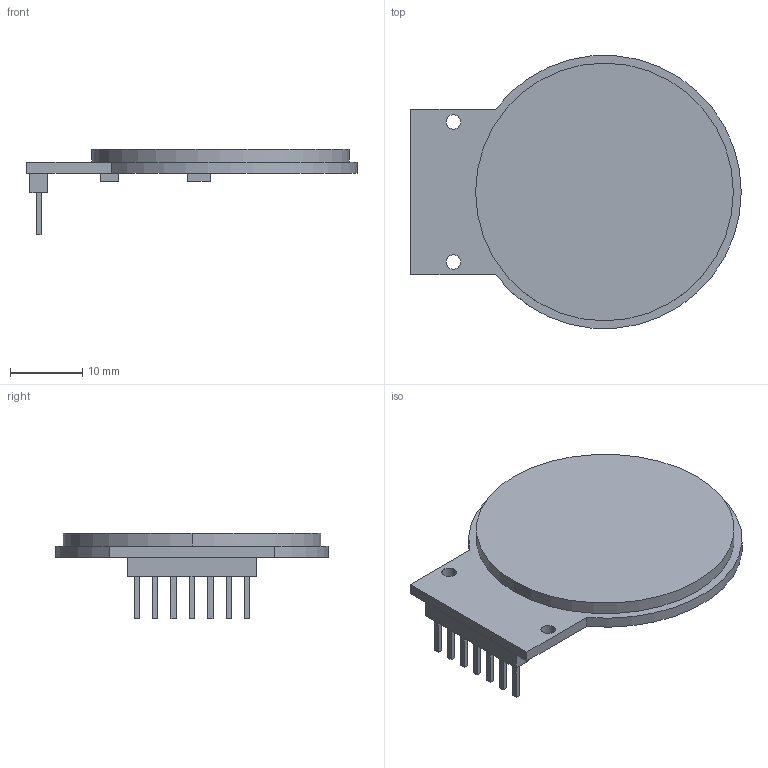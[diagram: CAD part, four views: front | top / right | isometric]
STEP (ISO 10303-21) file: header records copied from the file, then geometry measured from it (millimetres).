
FILE_DESCRIPTION (( 'STEP AP214' ), '1' );
FILE_NAME ('1.28 TFT GC9A01 Display.STEP', '2023-01-27T04:45:26', ( '' ), ( '' ), 'SwSTEP 2.0', 'SolidWorks 2020', '' );
FILE_SCHEMA (( 'AUTOMOTIVE_DESIGN' ));
Length unit declared in the file: inch
Products named in the file (1): 1.28 TFT GC9A01 Display
Bounding box: 45.72 x 37.74 x 11.84 mm (x, y, z)
Volume: 4015.1 mm3; surface area: 3376.1 mm2
Topology: 1 solids, 1 shells, 64 faces, 153 edges, 102 vertices
Faces by surface type: plane 56, cylinder 8
Entity records: 2063 total; most frequent: CARTESIAN_POINT 320, ORIENTED_EDGE 306, DIRECTION 299, EDGE_CURVE 153, LINE 137, VECTOR 137, VERTEX_POINT 102, AXIS2_PLACEMENT_3D 81
